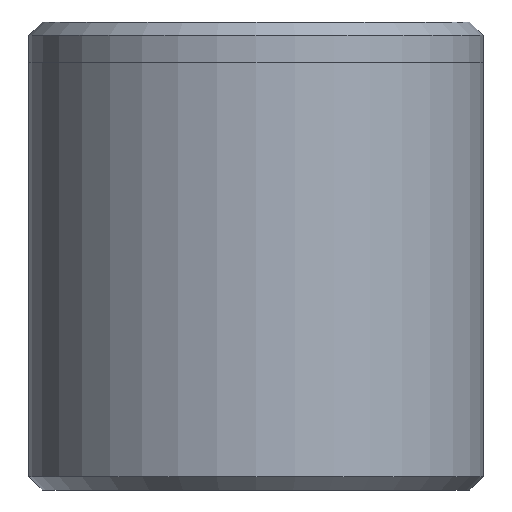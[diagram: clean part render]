
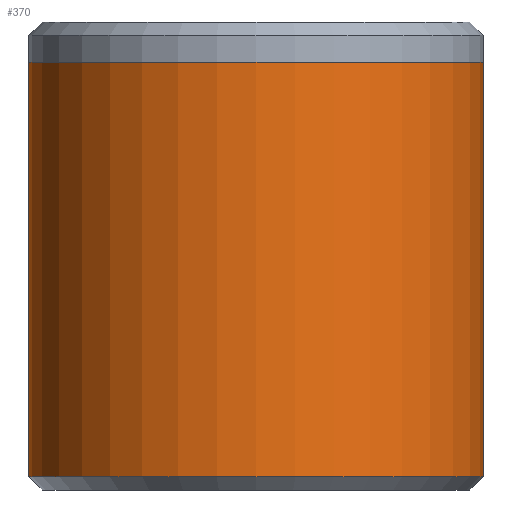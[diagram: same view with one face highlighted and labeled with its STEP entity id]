
A CAD part, front view. The second image highlights one B-rep face of the part: STEP entity #370.
In plain terms, the highlighted cylindrical face has radius 17 mm (diameter 34 mm), a partial arc.
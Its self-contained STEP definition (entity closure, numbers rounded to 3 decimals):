
#142 = DIRECTION ( 'NONE',  ( 0., 0., -1. ) ) ;
#184 = ORIENTED_EDGE ( 'NONE', *, *, #437, .F. ) ;
#200 = CARTESIAN_POINT ( 'NONE',  ( -17., 0., 35. ) ) ;
#370 = ADVANCED_FACE ( 'NONE', ( #1170 ), #1945, .T. ) ;
#418 = VECTOR ( 'NONE', #2005, 1000. ) ;
#437 = EDGE_CURVE ( 'NONE', #1953, #1672, #1445, .T. ) ;
#628 = ORIENTED_EDGE ( 'NONE', *, *, #1096, .F. ) ;
#631 = CARTESIAN_POINT ( 'NONE',  ( 17., 0., 1. ) ) ;
#722 = EDGE_LOOP ( 'NONE', ( #628, #184, #1429, #1012 ) ) ;
#726 = DIRECTION ( 'NONE',  ( -1., 0., 0. ) ) ;
#741 = CARTESIAN_POINT ( 'NONE',  ( 0., 0., 35. ) ) ;
#769 = DIRECTION ( 'NONE',  ( 1., 0., 0. ) ) ;
#858 = VERTEX_POINT ( 'NONE', #1124 ) ;
#872 = DIRECTION ( 'NONE',  ( 0., 0., -1. ) ) ;
#895 = CARTESIAN_POINT ( 'NONE',  ( 0., 0., 1. ) ) ;
#903 = LINE ( 'NONE', #950, #418 ) ;
#950 = CARTESIAN_POINT ( 'NONE',  ( 17., 0., 35. ) ) ;
#1012 = ORIENTED_EDGE ( 'NONE', *, *, #1183, .T. ) ;
#1047 = AXIS2_PLACEMENT_3D ( 'NONE', #741, #872, #726 ) ;
#1096 = EDGE_CURVE ( 'NONE', #1672, #1498, #903, .T. ) ;
#1124 = CARTESIAN_POINT ( 'NONE',  ( -17., 0., 1. ) ) ;
#1170 = FACE_OUTER_BOUND ( 'NONE', #722, .T. ) ;
#1183 = EDGE_CURVE ( 'NONE', #858, #1498, #1986, .T. ) ;
#1201 = CARTESIAN_POINT ( 'NONE',  ( 17., 0., 32. ) ) ;
#1310 = DIRECTION ( 'NONE',  ( 0., 0., 1. ) ) ;
#1402 = AXIS2_PLACEMENT_3D ( 'NONE', #895, #1310, #1435 ) ;
#1417 = LINE ( 'NONE', #200, #1773 ) ;
#1428 = CARTESIAN_POINT ( 'NONE',  ( -17., 0., 32. ) ) ;
#1429 = ORIENTED_EDGE ( 'NONE', *, *, #1823, .T. ) ;
#1435 = DIRECTION ( 'NONE',  ( 1., 0., 0. ) ) ;
#1445 = CIRCLE ( 'NONE', #1674, 17. ) ;
#1498 = VERTEX_POINT ( 'NONE', #631 ) ;
#1521 = CARTESIAN_POINT ( 'NONE',  ( 0., 0., 32. ) ) ;
#1672 = VERTEX_POINT ( 'NONE', #1201 ) ;
#1674 = AXIS2_PLACEMENT_3D ( 'NONE', #1521, #1698, #769 ) ;
#1698 = DIRECTION ( 'NONE',  ( 0., 0., 1. ) ) ;
#1773 = VECTOR ( 'NONE', #142, 1000. ) ;
#1823 = EDGE_CURVE ( 'NONE', #1953, #858, #1417, .T. ) ;
#1945 = CYLINDRICAL_SURFACE ( 'NONE', #1047, 17. ) ;
#1953 = VERTEX_POINT ( 'NONE', #1428 ) ;
#1986 = CIRCLE ( 'NONE', #1402, 17. ) ;
#2005 = DIRECTION ( 'NONE',  ( 0., 0., -1. ) ) ;
